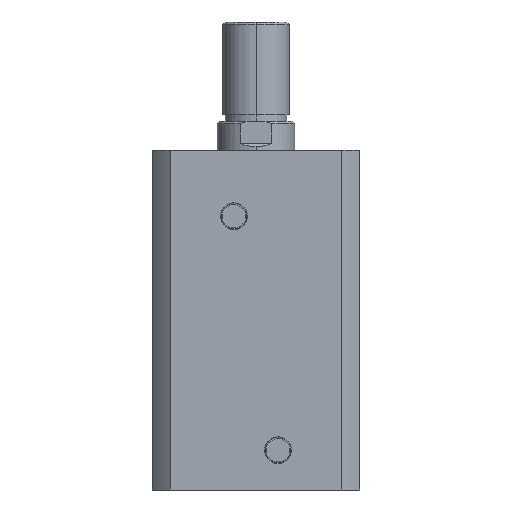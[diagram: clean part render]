
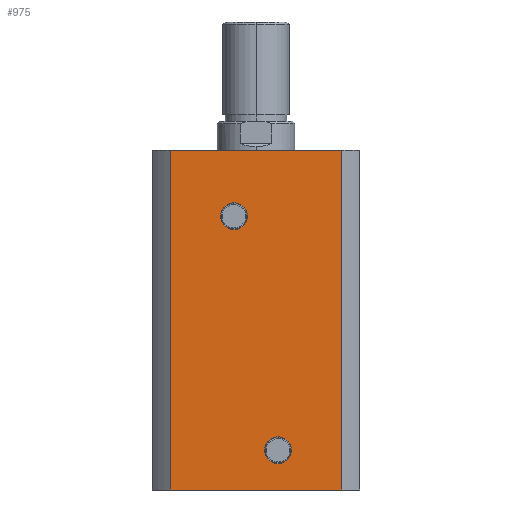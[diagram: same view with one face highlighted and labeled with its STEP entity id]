
A CAD part, left-side view. The second image highlights one B-rep face of the part: STEP entity #975.
In plain terms, the highlighted planar face has unit normal (-1, 0, 0).
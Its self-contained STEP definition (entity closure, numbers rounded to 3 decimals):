
#77 = CARTESIAN_POINT ( 'NONE',  ( -47., 10., 117.94 ) ) ;
#94 = CARTESIAN_POINT ( 'NONE',  ( -47., 10., 130.06 ) ) ;
#126 = CARTESIAN_POINT ( 'NONE',  ( -47., 38.884, 0. ) ) ;
#159 = CARTESIAN_POINT ( 'NONE',  ( -47., -38.884, 154. ) ) ;
#162 = CARTESIAN_POINT ( 'NONE',  ( -47., 38.884, 154. ) ) ;
#309 = CARTESIAN_POINT ( 'NONE',  ( -47., 10., 124. ) ) ;
#310 = DIRECTION ( 'NONE',  ( -1., 0., 0. ) ) ;
#311 = DIRECTION ( 'NONE',  ( 0., 0., 1. ) ) ;
#335 = CARTESIAN_POINT ( 'NONE',  ( -47., -10., 18. ) ) ;
#412 = CARTESIAN_POINT ( 'NONE',  ( -47., -10., 24.06 ) ) ;
#418 = CARTESIAN_POINT ( 'NONE',  ( -47., -10., 11.94 ) ) ;
#441 = CARTESIAN_POINT ( 'NONE',  ( -47., -10., 18. ) ) ;
#442 = DIRECTION ( 'NONE',  ( -1., 0., 0. ) ) ;
#443 = DIRECTION ( 'NONE',  ( 0., 0., 1. ) ) ;
#478 = CARTESIAN_POINT ( 'NONE',  ( -47., -38.884, 0. ) ) ;
#564 = DIRECTION ( 'NONE',  ( 0., 0., -1. ) ) ;
#574 = CARTESIAN_POINT ( 'NONE',  ( -47., 38.884, 154. ) ) ;
#580 = CARTESIAN_POINT ( 'NONE',  ( -47., -38.884, 154. ) ) ;
#584 = DIRECTION ( 'NONE',  ( 0., -1., 0. ) ) ;
#585 = CARTESIAN_POINT ( 'NONE',  ( -47., 10., 124. ) ) ;
#586 = DIRECTION ( 'NONE',  ( -1., 0., 0. ) ) ;
#587 = DIRECTION ( 'NONE',  ( 0., 0., 1. ) ) ;
#588 = DIRECTION ( 'NONE',  ( 0., 0., -1. ) ) ;
#589 = CARTESIAN_POINT ( 'NONE',  ( -47., 0., 0. ) ) ;
#592 = DIRECTION ( 'NONE',  ( -1., 0., 0. ) ) ;
#593 = DIRECTION ( 'NONE',  ( 0., 0., 1. ) ) ;
#611 = CARTESIAN_POINT ( 'NONE',  ( -47., 0., 154. ) ) ;
#612 = DIRECTION ( 'NONE',  ( 0., -1., 0. ) ) ;
#838 = EDGE_CURVE ( 'NONE', #3344, #3355, #1770, .T. ) ;
#897 = EDGE_CURVE ( 'NONE', #3656, #3649, #3394, .T. ) ;
#899 = EDGE_CURVE ( 'NONE', #3355, #3344, #3397, .T. ) ;
#900 = EDGE_CURVE ( 'NONE', #2496, #2502, #3398, .T. ) ;
#901 = EDGE_CURVE ( 'NONE', #3649, #3651, #3395, .T. ) ;
#903 = EDGE_CURVE ( 'NONE', #3653, #3651, #3402, .T. ) ;
#910 = EDGE_CURVE ( 'NONE', #3656, #3653, #3413, .T. ) ;
#975 = ADVANCED_FACE ( 'NONE', ( #3112, #3117, #3104 ), #3794, .F. ) ;
#1396 = ORIENTED_EDGE ( 'NONE', *, *, #900, .F. ) ;
#1397 = ORIENTED_EDGE ( 'NONE', *, *, #2774, .F. ) ;
#1398 = ORIENTED_EDGE ( 'NONE', *, *, #901, .T. ) ;
#1399 = ORIENTED_EDGE ( 'NONE', *, *, #903, .F. ) ;
#1400 = ORIENTED_EDGE ( 'NONE', *, *, #910, .F. ) ;
#1401 = ORIENTED_EDGE ( 'NONE', *, *, #897, .T. ) ;
#1410 = ORIENTED_EDGE ( 'NONE', *, *, #899, .F. ) ;
#1411 = ORIENTED_EDGE ( 'NONE', *, *, #838, .F. ) ;
#1457 = CIRCLE ( 'NONE', #1849, 6.06 ) ;
#1770 = CIRCLE ( 'NONE', #2712, 6.06 ) ;
#1849 = AXIS2_PLACEMENT_3D ( 'NONE', #441, #442, #443 ) ;
#1970 = AXIS2_PLACEMENT_3D ( 'NONE', #3792, #3789, #3796 ) ;
#2496 = VERTEX_POINT ( 'NONE', #412 ) ;
#2502 = VERTEX_POINT ( 'NONE', #418 ) ;
#2508 = EDGE_LOOP ( 'NONE', ( #1410, #1411 ) ) ;
#2511 = EDGE_LOOP ( 'NONE', ( #1396, #1397 ) ) ;
#2512 = EDGE_LOOP ( 'NONE', ( #1398, #1399, #1400, #1401 ) ) ;
#2693 = AXIS2_PLACEMENT_3D ( 'NONE', #335, #592, #593 ) ;
#2694 = AXIS2_PLACEMENT_3D ( 'NONE', #585, #586, #587 ) ;
#2712 = AXIS2_PLACEMENT_3D ( 'NONE', #309, #310, #311 ) ;
#2774 = EDGE_CURVE ( 'NONE', #2502, #2496, #1457, .T. ) ;
#3104 = FACE_OUTER_BOUND ( 'NONE', #2512, .T. ) ;
#3112 = FACE_BOUND ( 'NONE', #2508, .T. ) ;
#3117 = FACE_BOUND ( 'NONE', #2511, .T. ) ;
#3344 = VERTEX_POINT ( 'NONE', #77 ) ;
#3355 = VERTEX_POINT ( 'NONE', #94 ) ;
#3394 = LINE ( 'NONE', #574, #3396 ) ;
#3395 = LINE ( 'NONE', #589, #3401 ) ;
#3396 = VECTOR ( 'NONE', #564, 1000. ) ;
#3397 = CIRCLE ( 'NONE', #2694, 6.06 ) ;
#3398 = CIRCLE ( 'NONE', #2693, 6.06 ) ;
#3401 = VECTOR ( 'NONE', #584, 1000. ) ;
#3402 = LINE ( 'NONE', #580, #3404 ) ;
#3404 = VECTOR ( 'NONE', #588, 1000. ) ;
#3413 = LINE ( 'NONE', #611, #3416 ) ;
#3416 = VECTOR ( 'NONE', #612, 1000. ) ;
#3649 = VERTEX_POINT ( 'NONE', #126 ) ;
#3651 = VERTEX_POINT ( 'NONE', #478 ) ;
#3653 = VERTEX_POINT ( 'NONE', #159 ) ;
#3656 = VERTEX_POINT ( 'NONE', #162 ) ;
#3789 = DIRECTION ( 'NONE',  ( 1., 0., 0. ) ) ;
#3792 = CARTESIAN_POINT ( 'NONE',  ( -47., 0., 154. ) ) ;
#3794 = PLANE ( 'NONE',  #1970 ) ;
#3796 = DIRECTION ( 'NONE',  ( 0., 1., 0. ) ) ;
